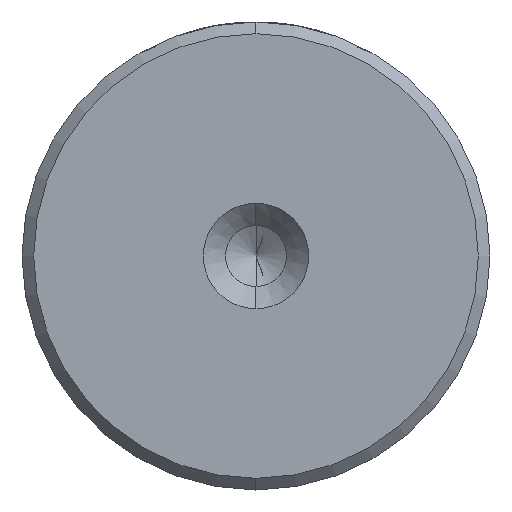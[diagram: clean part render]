
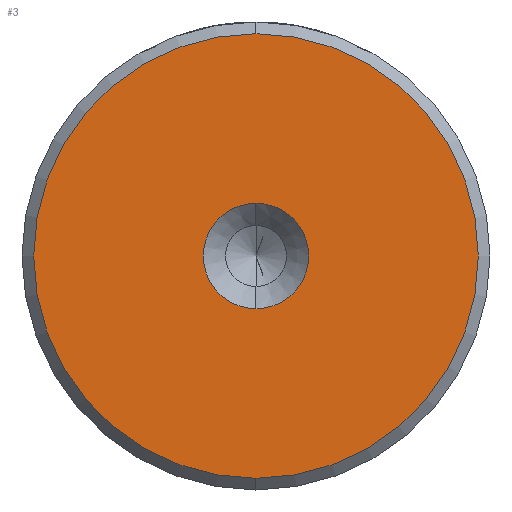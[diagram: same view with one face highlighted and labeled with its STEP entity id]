
A CAD part, left-side view. The second image highlights one B-rep face of the part: STEP entity #3.
In plain terms, the highlighted planar face has unit normal (-1, 0, 0).
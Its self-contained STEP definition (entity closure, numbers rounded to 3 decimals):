
#3 = ADVANCED_FACE ( 'NONE', ( #1026, #3678 ), #2961, .T. ) ;
#155 = DIRECTION ( 'NONE',  ( -1., 0., 0. ) ) ;
#231 = DIRECTION ( 'NONE',  ( -1., 0., 0. ) ) ;
#580 = EDGE_CURVE ( 'NONE', #2614, #3010, #1303, .T. ) ;
#629 = ORIENTED_EDGE ( 'NONE', *, *, #2624, .T. ) ;
#825 = CIRCLE ( 'NONE', #2009, 9.5 ) ;
#900 = VERTEX_POINT ( 'NONE', #3469 ) ;
#1026 = FACE_OUTER_BOUND ( 'NONE', #3642, .T. ) ;
#1048 = CARTESIAN_POINT ( 'NONE',  ( 0., 0., -2.25 ) ) ;
#1303 = CIRCLE ( 'NONE', #3181, 2.25 ) ;
#1350 = AXIS2_PLACEMENT_3D ( 'NONE', #2387, #2988, #2092 ) ;
#1569 = CARTESIAN_POINT ( 'NONE',  ( 0., 0., 0. ) ) ;
#1578 = DIRECTION ( 'NONE',  ( 0., 0., 1. ) ) ;
#1610 = CIRCLE ( 'NONE', #3626, 2.25 ) ;
#1624 = DIRECTION ( 'NONE',  ( -1., 0., 0. ) ) ;
#1872 = CARTESIAN_POINT ( 'NONE',  ( 0., 0., 0. ) ) ;
#1875 = DIRECTION ( 'NONE',  ( 0., 0., 1. ) ) ;
#1949 = ORIENTED_EDGE ( 'NONE', *, *, #2904, .F. ) ;
#1951 = ORIENTED_EDGE ( 'NONE', *, *, #580, .F. ) ;
#1975 = CARTESIAN_POINT ( 'NONE',  ( 0., 0., 0. ) ) ;
#2009 = AXIS2_PLACEMENT_3D ( 'NONE', #2054, #231, #2350 ) ;
#2054 = CARTESIAN_POINT ( 'NONE',  ( 0., 0., 0. ) ) ;
#2092 = DIRECTION ( 'NONE',  ( 0., 0., 1. ) ) ;
#2124 = AXIS2_PLACEMENT_3D ( 'NONE', #1975, #155, #2273 ) ;
#2273 = DIRECTION ( 'NONE',  ( 0., 0., 1. ) ) ;
#2350 = DIRECTION ( 'NONE',  ( 0., 0., 1. ) ) ;
#2387 = CARTESIAN_POINT ( 'NONE',  ( 0., 0., 0. ) ) ;
#2419 = EDGE_CURVE ( 'NONE', #3362, #900, #825, .T. ) ;
#2554 = CIRCLE ( 'NONE', #2124, 9.5 ) ;
#2565 = ORIENTED_EDGE ( 'NONE', *, *, #2419, .T. ) ;
#2614 = VERTEX_POINT ( 'NONE', #1048 ) ;
#2624 = EDGE_CURVE ( 'NONE', #900, #3362, #2554, .T. ) ;
#2904 = EDGE_CURVE ( 'NONE', #3010, #2614, #1610, .T. ) ;
#2961 = PLANE ( 'NONE',  #1350 ) ;
#2988 = DIRECTION ( 'NONE',  ( -1., 0., 0. ) ) ;
#3010 = VERTEX_POINT ( 'NONE', #3424 ) ;
#3181 = AXIS2_PLACEMENT_3D ( 'NONE', #1872, #1624, #1578 ) ;
#3362 = VERTEX_POINT ( 'NONE', #3768 ) ;
#3424 = CARTESIAN_POINT ( 'NONE',  ( 0., 0., 2.25 ) ) ;
#3469 = CARTESIAN_POINT ( 'NONE',  ( 0., 0., -9.5 ) ) ;
#3512 = EDGE_LOOP ( 'NONE', ( #1949, #1951 ) ) ;
#3626 = AXIS2_PLACEMENT_3D ( 'NONE', #1569, #3639, #1875 ) ;
#3639 = DIRECTION ( 'NONE',  ( -1., 0., 0. ) ) ;
#3642 = EDGE_LOOP ( 'NONE', ( #629, #2565 ) ) ;
#3678 = FACE_BOUND ( 'NONE', #3512, .T. ) ;
#3768 = CARTESIAN_POINT ( 'NONE',  ( 0., 0., 9.5 ) ) ;
